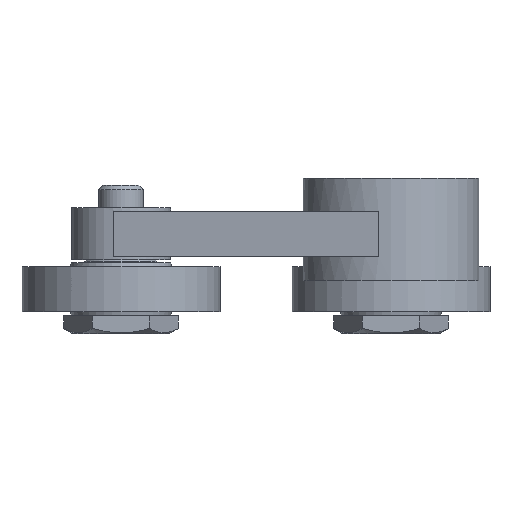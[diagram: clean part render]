
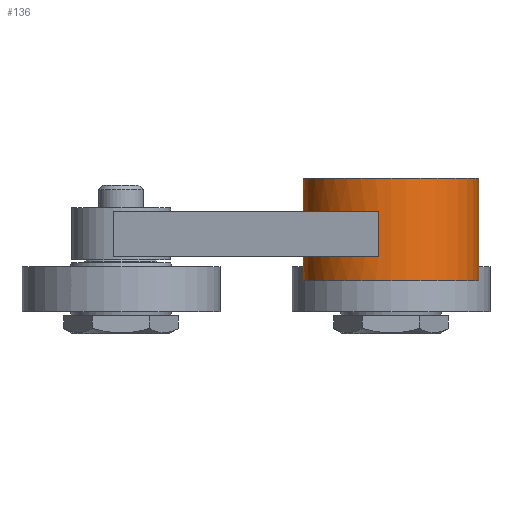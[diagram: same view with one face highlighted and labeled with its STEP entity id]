
A CAD part, front view. The second image highlights one B-rep face of the part: STEP entity #136.
In plain terms, the highlighted cylindrical face has radius 9.75 mm (diameter 19.5 mm), a partial arc.
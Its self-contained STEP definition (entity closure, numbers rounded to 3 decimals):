
#136=ADVANCED_FACE('',(#404),#405,.T.);
#404=FACE_OUTER_BOUND('',#840,.T.);
#405=CYLINDRICAL_SURFACE('',#841,9.75);
#840=EDGE_LOOP('',(#1616,#1617,#1618,#1619,#1620,#1621,#1622,#1623));
#841=AXIS2_PLACEMENT_3D('',#1624,#1625,#1626);
#1616=ORIENTED_EDGE('',*,*,#2708,.F.);
#1617=ORIENTED_EDGE('',*,*,#2846,.F.);
#1618=ORIENTED_EDGE('',*,*,#2706,.F.);
#1619=ORIENTED_EDGE('',*,*,#2847,.F.);
#1620=ORIENTED_EDGE('',*,*,#2704,.F.);
#1621=ORIENTED_EDGE('',*,*,#2770,.T.);
#1622=ORIENTED_EDGE('',*,*,#2845,.F.);
#1623=ORIENTED_EDGE('',*,*,#2728,.F.);
#1624=CARTESIAN_POINT('',(0.0,0.0,0.0));
#1625=DIRECTION('',(0.0,0.0,-1.0));
#1626=DIRECTION('',(1.0,0.0,0.0));
#2704=EDGE_CURVE('',#3183,#3185,#3186,.T.);
#2706=EDGE_CURVE('',#3187,#3189,#3190,.T.);
#2708=EDGE_CURVE('',#3191,#3193,#3194,.T.);
#2728=EDGE_CURVE('',#3193,#3229,#3230,.T.);
#2770=EDGE_CURVE('',#3183,#3297,#3299,.T.);
#2845=EDGE_CURVE('',#3229,#3297,#3416,.T.);
#2846=EDGE_CURVE('',#3189,#3191,#3417,.T.);
#2847=EDGE_CURVE('',#3185,#3187,#3418,.T.);
#3183=VERTEX_POINT('',#3959);
#3185=VERTEX_POINT('',#3961);
#3186=LINE('',#3962,#3963);
#3187=VERTEX_POINT('',#3964);
#3189=VERTEX_POINT('',#3966);
#3190=LINE('',#3967,#3968);
#3191=VERTEX_POINT('',#3969);
#3193=VERTEX_POINT('',#3971);
#3194=LINE('',#3972,#3973);
#3229=VERTEX_POINT('',#4020);
#3230=CIRCLE('',#4021,9.75);
#3297=VERTEX_POINT('',#4121);
#3299=CIRCLE('',#4124,9.75);
#3416=LINE('',#4283,#4284);
#3417=CIRCLE('',#4285,9.75);
#3418=CIRCLE('',#4286,9.75);
#3959=CARTESIAN_POINT('',(-9.75,0.0,5.4));
#3961=CARTESIAN_POINT('',(-9.75,0.0,9.05));
#3962=CARTESIAN_POINT('',(-9.75,0.0,5.4));
#3963=VECTOR('',#5094,3.65);
#3964=CARTESIAN_POINT('',(9.75,0.0,9.05));
#3966=CARTESIAN_POINT('',(9.75,0.0,-2.3));
#3967=CARTESIAN_POINT('',(9.75,0.0,9.05));
#3968=VECTOR('',#5098,11.35);
#3969=CARTESIAN_POINT('',(-9.75,0.0,-2.3));
#3971=CARTESIAN_POINT('',(-9.75,0.0,0.4));
#3972=CARTESIAN_POINT('',(-9.75,0.0,-2.3));
#3973=VECTOR('',#5102,2.7);
#4020=CARTESIAN_POINT('',(-1.381,-9.652,0.4));
#4021=AXIS2_PLACEMENT_3D('',#5136,#5137,#5138);
#4121=CARTESIAN_POINT('',(-1.381,-9.652,5.4));
#4124=AXIS2_PLACEMENT_3D('',#5194,#5195,#5196);
#4283=CARTESIAN_POINT('',(-1.381,-9.652,0.4));
#4284=VECTOR('',#5335,5.0);
#4285=AXIS2_PLACEMENT_3D('',#5336,#5337,#5338);
#4286=AXIS2_PLACEMENT_3D('',#5339,#5340,#5341);
#5094=DIRECTION('',(0.0,0.0,1.0));
#5098=DIRECTION('',(0.0,0.0,-1.0));
#5102=DIRECTION('',(0.0,0.0,1.0));
#5136=CARTESIAN_POINT('',(0.0,0.0,0.4));
#5137=DIRECTION('',(0.0,0.0,1.0));
#5138=DIRECTION('',(-1.0,0.0,0.0));
#5194=CARTESIAN_POINT('',(0.0,0.0,5.4));
#5195=DIRECTION('',(0.0,0.0,1.0));
#5196=DIRECTION('',(-1.0,0.0,0.0));
#5335=DIRECTION('',(0.0,0.0,1.0));
#5336=CARTESIAN_POINT('',(0.0,0.0,-2.3));
#5337=DIRECTION('',(0.0,0.0,-1.0));
#5338=DIRECTION('',(1.0,0.0,0.0));
#5339=CARTESIAN_POINT('',(0.0,0.0,9.05));
#5340=DIRECTION('',(0.0,0.0,1.0));
#5341=DIRECTION('',(-1.0,0.0,0.0));
